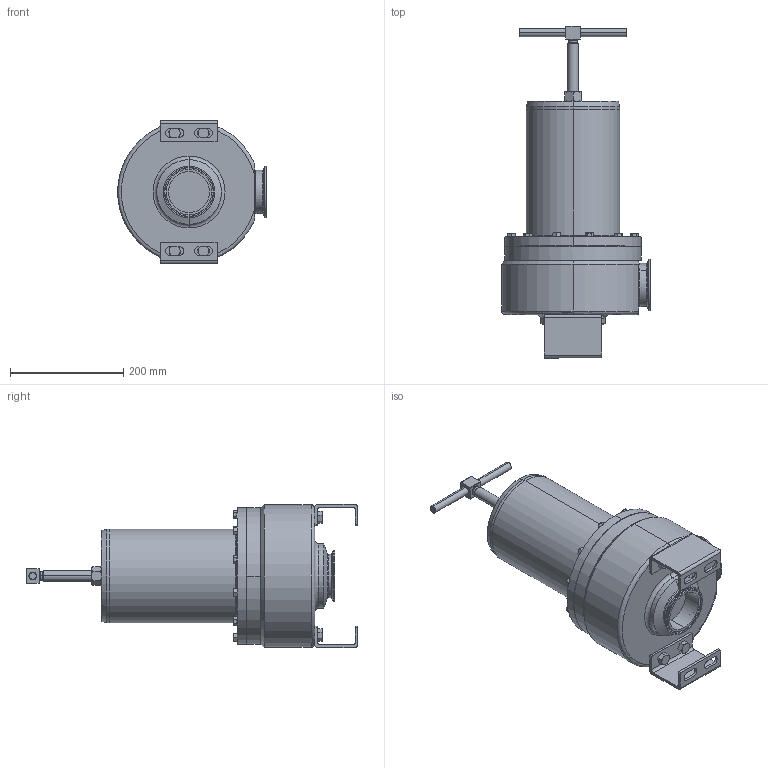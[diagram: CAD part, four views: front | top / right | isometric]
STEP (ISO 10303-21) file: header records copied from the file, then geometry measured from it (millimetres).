
FILE_DESCRIPTION (( 'STEP AP203' ), '1' );
FILE_NAME ('96-300.STEP', '2017-06-06T20:36:50', ( '' ), ( '' ), 'SwSTEP 2.0', 'SolidWorks 2014', '' );
FILE_SCHEMA (( 'CONFIG_CONTROL_DESIGN' ));
Length unit declared in the file: inch
Products named in the file (2): 96-300
Bounding box: 262.38 x 585.98 x 252.83 mm (x, y, z)
Volume: 12095815.9 mm3; surface area: 465558.8 mm2
Topology: 1 solids, 1 shells, 528 faces, 1237 edges, 745 vertices
Faces by surface type: cone 209, plane 175, cylinder 119, torus 25
Entity records: 15980 total; most frequent: CARTESIAN_POINT 4008, ORIENTED_EDGE 2474, DIRECTION 2429, EDGE_CURVE 1237, AXIS2_PLACEMENT_3D 1028, VERTEX_POINT 745, EDGE_LOOP 618, ADVANCED_FACE 528
